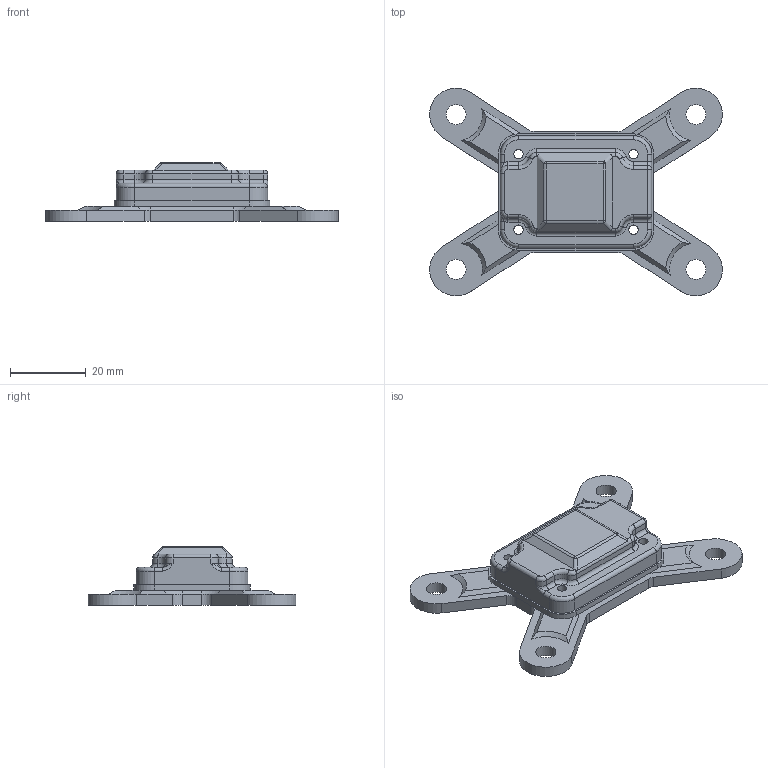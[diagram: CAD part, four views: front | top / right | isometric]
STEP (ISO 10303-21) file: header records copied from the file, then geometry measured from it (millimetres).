
FILE_DESCRIPTION(/* description */ (''),/* implementation_level */ '2;1');
FILE_NAME(/* name */ 'GPS-Baseplate-ASM.stp',/* time_stamp */ '2020-10-22T13:46:40-07:00',/* author */ ('andre'),/* organization */ (''),/* preprocessor_version */ 'ST-DEVELOPER v17',/* originating_system */ 'Autodesk Inventor 2019',/* authorisation */ '');
FILE_SCHEMA (('AUTOMOTIVE_DESIGN { 1 0 10303 214 3 1 1 }'));
Length unit declared in the file: millimetre
Products named in the file (5): GPS-Baseplate; GPS-BasePlate-Renee v4; GPS; GPS-Bottom-Enclosure; GPS-Top-Enclosure
Assembly tree (4 placements, depth 2):
  GPS-Baseplate
    GPS-BasePlate-Renee v4
    GPS
    GPS-Bottom-Enclosure
    GPS-Top-Enclosure
Bounding box: 77.48 x 54.98 x 15.6 mm (x, y, z)
Volume: 15525.3 mm3; surface area: 16853 mm2
Topology: 17 solids, 17 shells, 909 faces, 2561 edges, 1747 vertices
Faces by surface type: plane 636, cylinder 221, torus 22, cone 16, bspline 8, sphere 6
Full cylindrical faces by diameter (mm): 0.75 x4, 2.5 x12, 2.7 x4, 5.3 x4, 6 x4, 6.8 x1
Entity records: 31251 total; most frequent: CARTESIAN_POINT 6228, ORIENTED_EDGE 5118, DIRECTION 4842, EDGE_CURVE 2559, LINE 1944, VECTOR 1944, VERTEX_POINT 1747, AXIS2_PLACEMENT_3D 1449
